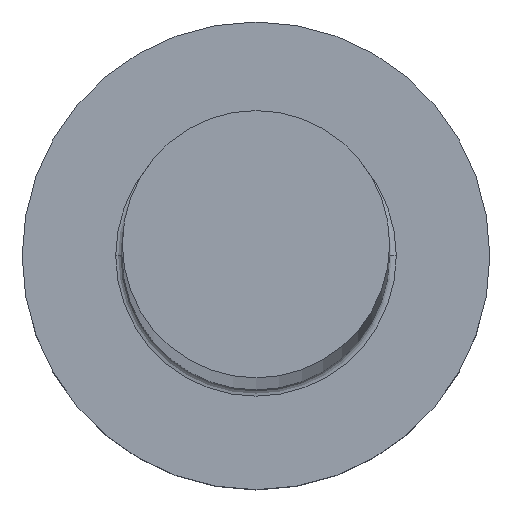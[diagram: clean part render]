
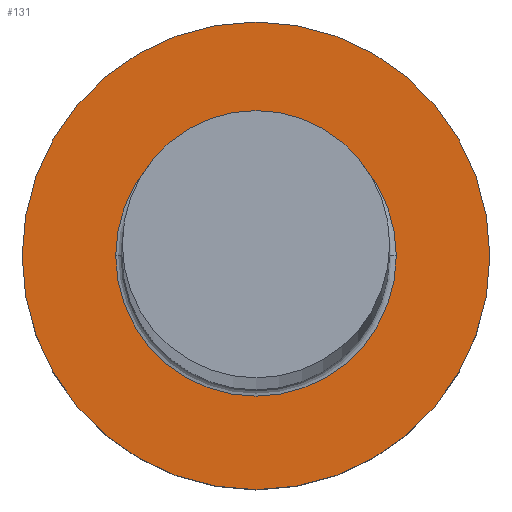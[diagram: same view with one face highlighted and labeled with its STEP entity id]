
A CAD part, top view. The second image highlights one B-rep face of the part: STEP entity #131.
In plain terms, the highlighted planar face has unit normal (0, 0, 1).
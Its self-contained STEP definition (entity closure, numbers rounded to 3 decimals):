
#4 = CARTESIAN_POINT ( 'NONE',  ( 0., 0., 5. ) ) ;
#11 = CIRCLE ( 'NONE', #167, 4.2 ) ;
#15 = ORIENTED_EDGE ( 'NONE', *, *, #159, .T. ) ;
#26 = CARTESIAN_POINT ( 'NONE',  ( 0., 0., 5. ) ) ;
#27 = DIRECTION ( 'NONE',  ( 1., 0., 0. ) ) ;
#42 = CARTESIAN_POINT ( 'NONE',  ( -7., 0., 5. ) ) ;
#49 = CARTESIAN_POINT ( 'NONE',  ( 0., 0., 5. ) ) ;
#60 = AXIS2_PLACEMENT_3D ( 'NONE', #188, #307, #278 ) ;
#66 = VERTEX_POINT ( 'NONE', #42 ) ;
#71 = EDGE_CURVE ( 'NONE', #66, #179, #212, .T. ) ;
#73 = CARTESIAN_POINT ( 'NONE',  ( -4.2, 0., 5. ) ) ;
#76 = PLANE ( 'NONE',  #77 ) ;
#77 = AXIS2_PLACEMENT_3D ( 'NONE', #4, #282, #125 ) ;
#82 = EDGE_LOOP ( 'NONE', ( #158, #211 ) ) ;
#86 = AXIS2_PLACEMENT_3D ( 'NONE', #49, #101, #285 ) ;
#101 = DIRECTION ( 'NONE',  ( 0., 0., 1. ) ) ;
#107 = AXIS2_PLACEMENT_3D ( 'NONE', #26, #123, #150 ) ;
#118 = CIRCLE ( 'NONE', #86, 7. ) ;
#123 = DIRECTION ( 'NONE',  ( 0., 0., -1. ) ) ;
#125 = DIRECTION ( 'NONE',  ( 1., 0., 0. ) ) ;
#131 = ADVANCED_FACE ( 'NONE', ( #254, #240 ), #76, .T. ) ;
#137 = VERTEX_POINT ( 'NONE', #73 ) ;
#150 = DIRECTION ( 'NONE',  ( 1., 0., 0. ) ) ;
#158 = ORIENTED_EDGE ( 'NONE', *, *, #218, .T. ) ;
#159 = EDGE_CURVE ( 'NONE', #179, #66, #118, .T. ) ;
#167 = AXIS2_PLACEMENT_3D ( 'NONE', #266, #196, #27 ) ;
#179 = VERTEX_POINT ( 'NONE', #263 ) ;
#188 = CARTESIAN_POINT ( 'NONE',  ( 0., 0., 5. ) ) ;
#192 = CARTESIAN_POINT ( 'NONE',  ( 4.2, 0., 5. ) ) ;
#196 = DIRECTION ( 'NONE',  ( 0., 0., -1. ) ) ;
#199 = CIRCLE ( 'NONE', #107, 4.2 ) ;
#200 = EDGE_LOOP ( 'NONE', ( #269, #15 ) ) ;
#211 = ORIENTED_EDGE ( 'NONE', *, *, #284, .T. ) ;
#212 = CIRCLE ( 'NONE', #60, 7. ) ;
#218 = EDGE_CURVE ( 'NONE', #302, #137, #11, .T. ) ;
#240 = FACE_OUTER_BOUND ( 'NONE', #200, .T. ) ;
#254 = FACE_BOUND ( 'NONE', #82, .T. ) ;
#263 = CARTESIAN_POINT ( 'NONE',  ( 7., 0., 5. ) ) ;
#266 = CARTESIAN_POINT ( 'NONE',  ( 0., 0., 5. ) ) ;
#269 = ORIENTED_EDGE ( 'NONE', *, *, #71, .T. ) ;
#278 = DIRECTION ( 'NONE',  ( 1., 0., 0. ) ) ;
#282 = DIRECTION ( 'NONE',  ( 0., 0., 1. ) ) ;
#284 = EDGE_CURVE ( 'NONE', #137, #302, #199, .T. ) ;
#285 = DIRECTION ( 'NONE',  ( 1., 0., 0. ) ) ;
#302 = VERTEX_POINT ( 'NONE', #192 ) ;
#307 = DIRECTION ( 'NONE',  ( 0., 0., 1. ) ) ;
